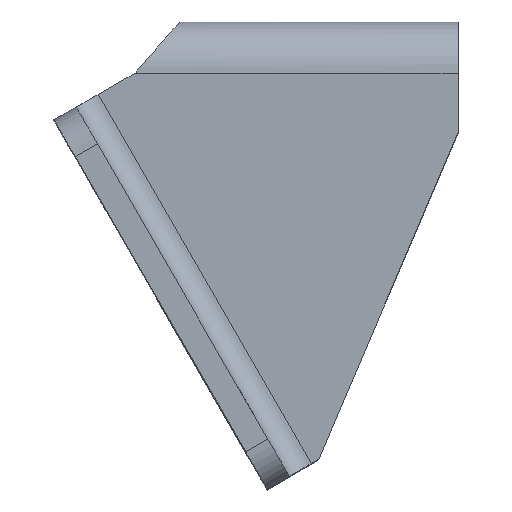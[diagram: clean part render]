
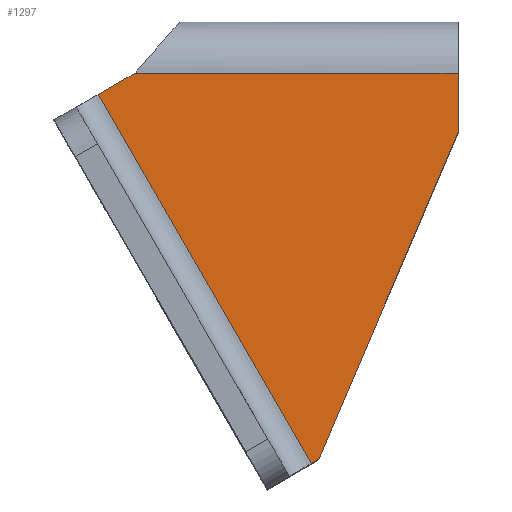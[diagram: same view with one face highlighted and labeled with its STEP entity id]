
A CAD part, top view. The second image highlights one B-rep face of the part: STEP entity #1297.
In plain terms, the highlighted planar face has unit normal (0, 0, 1).
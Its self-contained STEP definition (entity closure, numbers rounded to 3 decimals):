
#2 = CARTESIAN_POINT ( 'NONE',  ( 32.679, -3., 47. ) ) ;
#18 = CARTESIAN_POINT ( 'NONE',  ( 7.679, -53.301, 47. ) ) ;
#93 = EDGE_CURVE ( 'NONE', #720, #1547, #859, .T. ) ;
#147 = EDGE_CURVE ( 'NONE', #1336, #474, #1365, .T. ) ;
#157 = VECTOR ( 'NONE', #1189, 1000. ) ;
#210 = DIRECTION ( 'NONE',  ( 0., 1., 0. ) ) ;
#260 = AXIS2_PLACEMENT_3D ( 'NONE', #768, #627, #1687 ) ;
#340 = DIRECTION ( 'NONE',  ( -0.866, -0.5, 0. ) ) ;
#374 = VERTEX_POINT ( 'NONE', #2 ) ;
#458 = VECTOR ( 'NONE', #1377, 1000. ) ;
#474 = VERTEX_POINT ( 'NONE', #548 ) ;
#499 = DIRECTION ( 'NONE',  ( -1., 0., 0. ) ) ;
#520 = LINE ( 'NONE', #18, #157 ) ;
#548 = CARTESIAN_POINT ( 'NONE',  ( 32.679, -10., 47. ) ) ;
#566 = VECTOR ( 'NONE', #1219, 1000. ) ;
#589 = VECTOR ( 'NONE', #340, 1000. ) ;
#619 = CARTESIAN_POINT ( 'NONE',  ( -17.321, -10., 47. ) ) ;
#627 = DIRECTION ( 'NONE',  ( 0., 0., -1. ) ) ;
#693 = EDGE_CURVE ( 'NONE', #374, #1453, #1154, .T. ) ;
#717 = VECTOR ( 'NONE', #210, 1000. ) ;
#720 = VERTEX_POINT ( 'NONE', #1335 ) ;
#768 = CARTESIAN_POINT ( 'NONE',  ( 0., 0., 47. ) ) ;
#859 = LINE ( 'NONE', #1238, #458 ) ;
#867 = FACE_OUTER_BOUND ( 'NONE', #1153, .T. ) ;
#881 = EDGE_CURVE ( 'NONE', #474, #374, #1413, .T. ) ;
#1007 = EDGE_CURVE ( 'NONE', #1547, #1336, #520, .T. ) ;
#1025 = LINE ( 'NONE', #619, #589 ) ;
#1033 = CARTESIAN_POINT ( 'NONE',  ( 16.34, -48.301, 47. ) ) ;
#1062 = ORIENTED_EDGE ( 'NONE', *, *, #693, .T. ) ;
#1103 = CARTESIAN_POINT ( 'NONE',  ( 15.474, -48.801, 47. ) ) ;
#1137 = ORIENTED_EDGE ( 'NONE', *, *, #147, .T. ) ;
#1153 = EDGE_LOOP ( 'NONE', ( #1360, #1470, #1276, #1137, #1333, #1062 ) ) ;
#1154 = LINE ( 'NONE', #1684, #1488 ) ;
#1177 = CARTESIAN_POINT ( 'NONE',  ( -5.196, -3., 47. ) ) ;
#1189 = DIRECTION ( 'NONE',  ( 0.866, 0.5, 0. ) ) ;
#1219 = DIRECTION ( 'NONE',  ( 0.392, 0.92, 0. ) ) ;
#1238 = CARTESIAN_POINT ( 'NONE',  ( -9.526, -5.5, 47. ) ) ;
#1276 = ORIENTED_EDGE ( 'NONE', *, *, #1007, .T. ) ;
#1294 = CARTESIAN_POINT ( 'NONE',  ( 32.679, 0., 47. ) ) ;
#1297 = ADVANCED_FACE ( 'NONE', ( #867 ), #1420, .F. ) ;
#1333 = ORIENTED_EDGE ( 'NONE', *, *, #881, .T. ) ;
#1335 = CARTESIAN_POINT ( 'NONE',  ( -9.526, -5.5, 47. ) ) ;
#1336 = VERTEX_POINT ( 'NONE', #1033 ) ;
#1357 = CARTESIAN_POINT ( 'NONE',  ( 32.679, -10., 47. ) ) ;
#1360 = ORIENTED_EDGE ( 'NONE', *, *, #1376, .T. ) ;
#1365 = LINE ( 'NONE', #1357, #566 ) ;
#1376 = EDGE_CURVE ( 'NONE', #1453, #720, #1025, .T. ) ;
#1377 = DIRECTION ( 'NONE',  ( 0.5, -0.866, 0. ) ) ;
#1413 = LINE ( 'NONE', #1294, #717 ) ;
#1420 = PLANE ( 'NONE',  #260 ) ;
#1453 = VERTEX_POINT ( 'NONE', #1177 ) ;
#1470 = ORIENTED_EDGE ( 'NONE', *, *, #93, .T. ) ;
#1488 = VECTOR ( 'NONE', #499, 1000. ) ;
#1547 = VERTEX_POINT ( 'NONE', #1103 ) ;
#1684 = CARTESIAN_POINT ( 'NONE',  ( 0., -3., 47. ) ) ;
#1687 = DIRECTION ( 'NONE',  ( -1., 0., 0. ) ) ;
